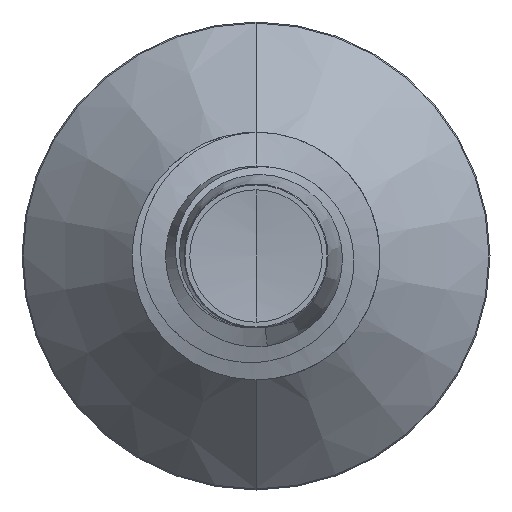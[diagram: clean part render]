
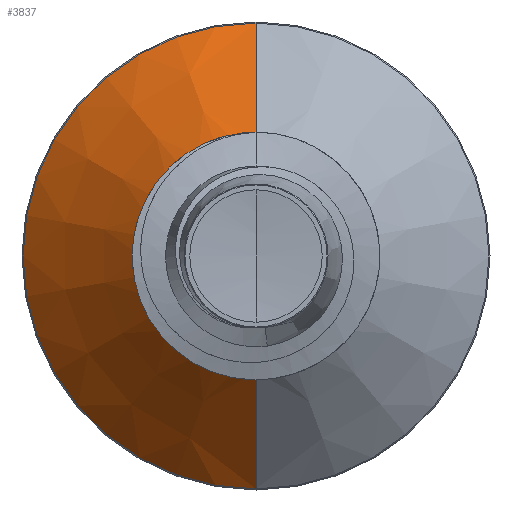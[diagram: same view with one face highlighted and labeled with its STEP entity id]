
A CAD part, front view. The second image highlights one B-rep face of the part: STEP entity #3837.
In plain terms, the highlighted conical face has half-angle 45 degrees and reference radius 0.841 mm.
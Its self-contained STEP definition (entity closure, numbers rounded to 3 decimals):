
#242 = CONICAL_SURFACE ( 'NONE', #3443, 0.841, 0.785 ) ;
#322 = FACE_OUTER_BOUND ( 'NONE', #1072, .T. ) ;
#1072 = EDGE_LOOP ( 'NONE', ( #4642, #4263, #4160, #6030 ) ) ;
#1514 = VERTEX_POINT ( 'NONE', #1553 ) ;
#1553 = CARTESIAN_POINT ( 'NONE',  ( 0., 2.142, -1.692 ) ) ;
#1793 = DIRECTION ( 'NONE',  ( 0., 0., 1. ) ) ;
#1797 = DIRECTION ( 'NONE',  ( 0., 1., 0. ) ) ;
#1826 = CARTESIAN_POINT ( 'NONE',  ( 0., 1.291, 0. ) ) ;
#2168 = DIRECTION ( 'NONE',  ( 0., 1., 0. ) ) ;
#2411 = CARTESIAN_POINT ( 'NONE',  ( 0., 2.142, 0. ) ) ;
#2658 = EDGE_CURVE ( 'NONE', #6262, #1514, #6237, .T. ) ;
#2788 = EDGE_CURVE ( 'NONE', #5203, #6374, #6692, .T. ) ;
#3119 = CARTESIAN_POINT ( 'NONE',  ( 0., 1.291, 0.841 ) ) ;
#3146 = DIRECTION ( 'NONE',  ( 0., 0.707, 0.707 ) ) ;
#3387 = DIRECTION ( 'NONE',  ( 0., 0.707, -0.707 ) ) ;
#3443 = AXIS2_PLACEMENT_3D ( 'NONE', #3985, #3967, #4909 ) ;
#3517 = CARTESIAN_POINT ( 'NONE',  ( 0., 1.291, -0.841 ) ) ;
#3631 = EDGE_CURVE ( 'NONE', #1514, #6374, #7299, .T. ) ;
#3666 = DIRECTION ( 'NONE',  ( 0., 0., 1. ) ) ;
#3837 = ADVANCED_FACE ( 'NONE', ( #322 ), #242, .T. ) ;
#3967 = DIRECTION ( 'NONE',  ( 0., 1., 0. ) ) ;
#3985 = CARTESIAN_POINT ( 'NONE',  ( 0., 1.291, 0. ) ) ;
#3987 = CARTESIAN_POINT ( 'NONE',  ( 0., 2.142, 1.692 ) ) ;
#4160 = ORIENTED_EDGE ( 'NONE', *, *, #2788, .T. ) ;
#4263 = ORIENTED_EDGE ( 'NONE', *, *, #6737, .T. ) ;
#4469 = AXIS2_PLACEMENT_3D ( 'NONE', #1826, #1797, #1793 ) ;
#4642 = ORIENTED_EDGE ( 'NONE', *, *, #2658, .F. ) ;
#4909 = DIRECTION ( 'NONE',  ( 0., 0., 1. ) ) ;
#5203 = VERTEX_POINT ( 'NONE', #5346 ) ;
#5346 = CARTESIAN_POINT ( 'NONE',  ( 0., 1.291, 0.841 ) ) ;
#6030 = ORIENTED_EDGE ( 'NONE', *, *, #3631, .F. ) ;
#6219 = VECTOR ( 'NONE', #3387, 1000. ) ;
#6237 = LINE ( 'NONE', #3517, #6219 ) ;
#6262 = VERTEX_POINT ( 'NONE', #6446 ) ;
#6374 = VERTEX_POINT ( 'NONE', #3987 ) ;
#6446 = CARTESIAN_POINT ( 'NONE',  ( 0., 1.291, -0.841 ) ) ;
#6679 = CIRCLE ( 'NONE', #4469, 0.841 ) ;
#6692 = LINE ( 'NONE', #3119, #7207 ) ;
#6737 = EDGE_CURVE ( 'NONE', #6262, #5203, #6679, .T. ) ;
#7207 = VECTOR ( 'NONE', #3146, 1000. ) ;
#7294 = AXIS2_PLACEMENT_3D ( 'NONE', #2411, #2168, #3666 ) ;
#7299 = CIRCLE ( 'NONE', #7294, 1.692 ) ;
